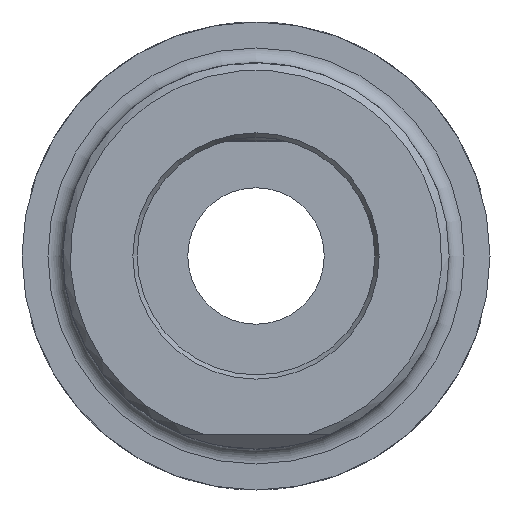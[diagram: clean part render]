
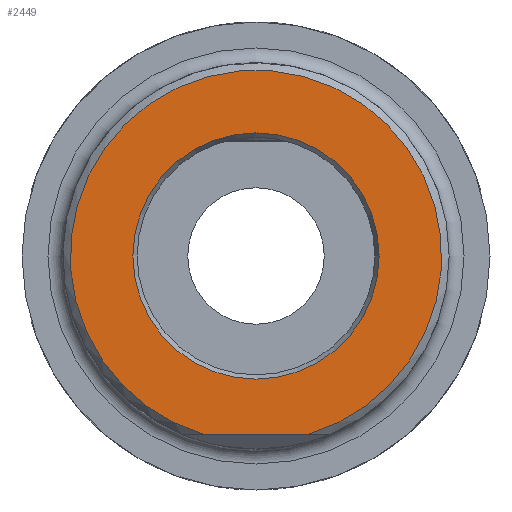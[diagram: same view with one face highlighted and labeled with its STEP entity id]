
A CAD part, left-side view. The second image highlights one B-rep face of the part: STEP entity #2449.
In plain terms, the highlighted planar face has unit normal (-1, 0, 0).
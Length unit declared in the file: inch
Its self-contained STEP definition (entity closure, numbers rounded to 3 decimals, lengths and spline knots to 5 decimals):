
#61=PLANE('',#2656);
#151=FACE_BOUND('',#451,.T.);
#309=FACE_OUTER_BOUND('',#450,.T.);
#450=EDGE_LOOP('',(#1802,#1803));
#451=EDGE_LOOP('',(#1804));
#598=CIRCLE('',#2646,0.98425);
#600=CIRCLE('',#2651,0.65265);
#730=LINE('',#4007,#841);
#841=VECTOR('',#3050,0.3937);
#1003=VERTEX_POINT('',#4002);
#1004=VERTEX_POINT('',#4006);
#1005=VERTEX_POINT('',#4021);
#1290=EDGE_CURVE('',#1004,#1003,#730,.T.);
#1293=EDGE_CURVE('',#1004,#1003,#598,.T.);
#1297=EDGE_CURVE('',#1005,#1005,#600,.T.);
#1802=ORIENTED_EDGE('',*,*,#1290,.T.);
#1803=ORIENTED_EDGE('',*,*,#1293,.F.);
#1804=ORIENTED_EDGE('',*,*,#1297,.F.);
#2449=ADVANCED_FACE('',(#309,#151),#61,.T.);
#2646=AXIS2_PLACEMENT_3D('',#4014,#3057,#3058);
#2651=AXIS2_PLACEMENT_3D('',#4022,#3069,#3070);
#2656=AXIS2_PLACEMENT_3D('',#4032,#3081,#3082);
#3050=DIRECTION('',(0.,-1.,0.));
#3057=DIRECTION('center_axis',(1.,0.,0.));
#3058=DIRECTION('ref_axis',(0.,-1.,0.));
#3069=DIRECTION('center_axis',(-1.,0.,0.));
#3070=DIRECTION('ref_axis',(0.,0.,-1.));
#3081=DIRECTION('center_axis',(-1.,0.,0.));
#3082=DIRECTION('ref_axis',(0.,0.,1.));
#4002=CARTESIAN_POINT('',(-2.95276,-0.27559,-0.94488));
#4006=CARTESIAN_POINT('',(-2.95276,0.27559,-0.94488));
#4007=CARTESIAN_POINT('',(-2.95276,0.25591,-0.94488));
#4014=CARTESIAN_POINT('Origin',(-2.95276,0.,0.));
#4021=CARTESIAN_POINT('',(-2.95276,0.,0.65265));
#4022=CARTESIAN_POINT('Origin',(-2.95276,0.,0.));
#4032=CARTESIAN_POINT('Origin',(-2.95276,0.51181,0.));
